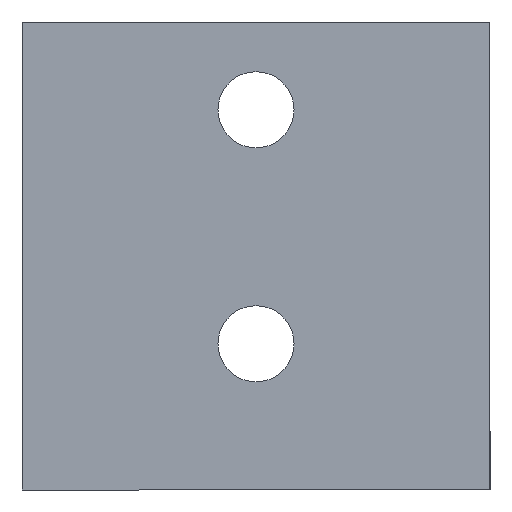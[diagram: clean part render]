
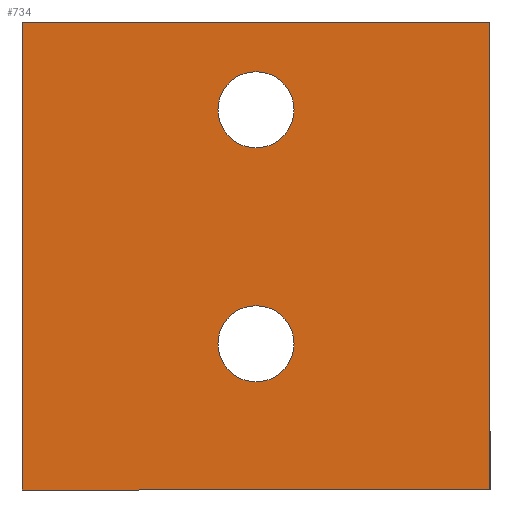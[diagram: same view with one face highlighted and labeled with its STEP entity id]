
A CAD part, left-side view. The second image highlights one B-rep face of the part: STEP entity #734.
In plain terms, the highlighted planar face has unit normal (-1, 0, 0).
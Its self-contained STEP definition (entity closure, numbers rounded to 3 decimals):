
#274=CARTESIAN_POINT('',(0.0,18.25,12.5));
#275=VERTEX_POINT('',#274);
#284=CARTESIAN_POINT('',(0.,11.75,12.5));
#285=VERTEX_POINT('',#284);
#286=CARTESIAN_POINT('',(0.0,15.,12.5));
#287=DIRECTION('',(1.0,0.0,0.0));
#288=DIRECTION('',(0.0,1.0,0.0));
#289=AXIS2_PLACEMENT_3D('',#286,#287,#288);
#290=CIRCLE('',#289,3.25);
#291=EDGE_CURVE('',#285,#275,#290,.T.);
#316=CARTESIAN_POINT('',(0.0,18.25,32.5));
#317=VERTEX_POINT('',#316);
#326=CARTESIAN_POINT('',(0.,11.75,32.5));
#327=VERTEX_POINT('',#326);
#328=CARTESIAN_POINT('',(0.0,15.,32.5));
#329=DIRECTION('',(1.0,0.0,0.0));
#330=DIRECTION('',(0.0,1.0,0.0));
#331=AXIS2_PLACEMENT_3D('',#328,#329,#330);
#332=CIRCLE('',#331,3.25);
#333=EDGE_CURVE('',#327,#317,#332,.T.);
#368=CARTESIAN_POINT('',(0.0,-5.,40.0));
#369=VERTEX_POINT('',#368);
#376=CARTESIAN_POINT('',(0.0,-5.,0.0));
#377=VERTEX_POINT('',#376);
#378=CARTESIAN_POINT('',(0.0,-5.,0.0));
#379=DIRECTION('',(0.0,0.0,1.0));
#380=VECTOR('',#379,40.0);
#381=LINE('',#378,#380);
#382=EDGE_CURVE('',#377,#369,#381,.T.);
#414=CARTESIAN_POINT('',(0.0,35.,0.));
#415=VERTEX_POINT('',#414);
#424=CARTESIAN_POINT('',(0.0,35.,40.));
#425=VERTEX_POINT('',#424);
#426=CARTESIAN_POINT('',(0.0,35.,40.));
#427=DIRECTION('',(0.0,0.0,-1.0));
#428=VECTOR('',#427,40.);
#429=LINE('',#426,#428);
#430=EDGE_CURVE('',#425,#415,#429,.T.);
#479=CARTESIAN_POINT('',(0.0,15.,32.5));
#480=DIRECTION('',(1.0,0.0,0.0));
#481=DIRECTION('',(0.0,1.0,0.0));
#482=AXIS2_PLACEMENT_3D('',#479,#480,#481);
#483=CIRCLE('',#482,3.25);
#484=EDGE_CURVE('',#317,#327,#483,.T.);
#503=CARTESIAN_POINT('',(0.0,15.,12.5));
#504=DIRECTION('',(1.0,0.0,0.0));
#505=DIRECTION('',(0.0,1.0,0.0));
#506=AXIS2_PLACEMENT_3D('',#503,#504,#505);
#507=CIRCLE('',#506,3.25);
#508=EDGE_CURVE('',#275,#285,#507,.T.);
#705=CARTESIAN_POINT('',(0.0,-1.5,-2.));
#706=DIRECTION('',(-1.0,0.0,0.0));
#707=DIRECTION('',(0.0,0.0,1.0));
#708=AXIS2_PLACEMENT_3D('',#705,#706,#707);
#709=PLANE('',#708);
#710=CARTESIAN_POINT('',(0.0,-5.,40.0));
#711=DIRECTION('',(0.0,1.0,0.0));
#712=VECTOR('',#711,40.0);
#713=LINE('',#710,#712);
#714=EDGE_CURVE('',#369,#425,#713,.T.);
#715=ORIENTED_EDGE('',*,*,#714,.T.);
#716=ORIENTED_EDGE('',*,*,#430,.T.);
#717=CARTESIAN_POINT('',(0.0,35.,0.));
#718=DIRECTION('',(0.0,-1.0,0.0));
#719=VECTOR('',#718,40.0);
#720=LINE('',#717,#719);
#721=EDGE_CURVE('',#415,#377,#720,.T.);
#722=ORIENTED_EDGE('',*,*,#721,.T.);
#723=ORIENTED_EDGE('',*,*,#382,.T.);
#724=EDGE_LOOP('',(#715,#716,#722,#723));
#725=FACE_OUTER_BOUND('',#724,.T.);
#726=ORIENTED_EDGE('',*,*,#291,.T.);
#727=ORIENTED_EDGE('',*,*,#508,.T.);
#728=EDGE_LOOP('',(#726,#727));
#729=FACE_BOUND('',#728,.T.);
#730=ORIENTED_EDGE('',*,*,#333,.T.);
#731=ORIENTED_EDGE('',*,*,#484,.T.);
#732=EDGE_LOOP('',(#730,#731));
#733=FACE_BOUND('',#732,.T.);
#734=ADVANCED_FACE('',(#725,#729,#733),#709,.T.);
